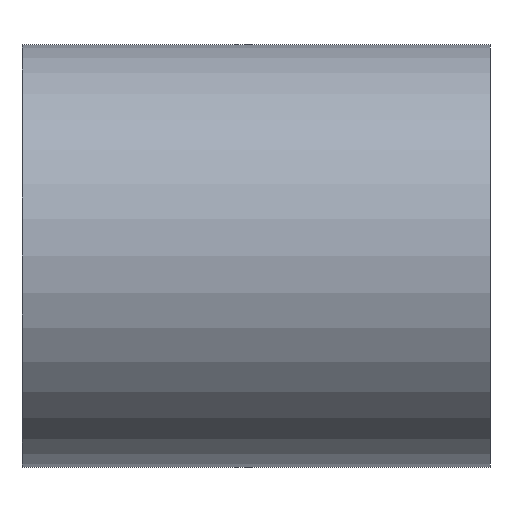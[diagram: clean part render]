
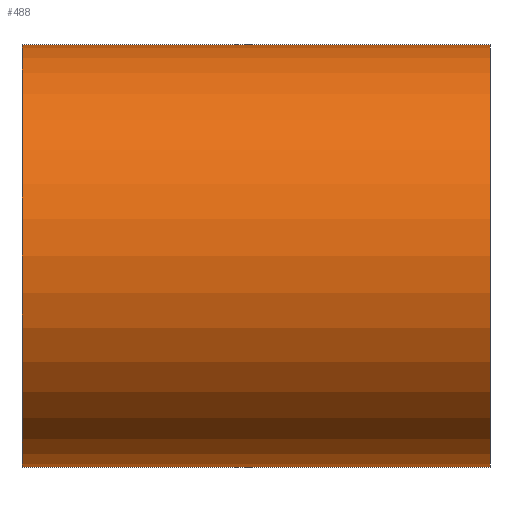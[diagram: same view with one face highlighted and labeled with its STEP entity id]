
A CAD part, left-side view. The second image highlights one B-rep face of the part: STEP entity #488.
In plain terms, the highlighted cylindrical face has radius 25.4 mm (diameter 50.8 mm), a partial arc.
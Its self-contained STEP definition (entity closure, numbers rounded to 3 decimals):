
#3 = AXIS2_PLACEMENT_3D ( 'NONE', #242, #574, #293 ) ;
#7 = ORIENTED_EDGE ( 'NONE', *, *, #107, .T. ) ;
#28 = DIRECTION ( 'NONE',  ( 0., 1., 0. ) ) ;
#33 = EDGE_CURVE ( 'NONE', #187, #113, #246, .T. ) ;
#58 = VECTOR ( 'NONE', #173, 1000. ) ;
#64 = DIRECTION ( 'NONE',  ( 0., 1., 0. ) ) ;
#107 = EDGE_CURVE ( 'NONE', #181, #623, #572, .T. ) ;
#110 = DIRECTION ( 'NONE',  ( 0., 0., 1. ) ) ;
#113 = VERTEX_POINT ( 'NONE', #505 ) ;
#134 = ORIENTED_EDGE ( 'NONE', *, *, #289, .F. ) ;
#136 = ORIENTED_EDGE ( 'NONE', *, *, #179, .T. ) ;
#157 = CARTESIAN_POINT ( 'NONE',  ( 0., 161.376, 0. ) ) ;
#166 = AXIS2_PLACEMENT_3D ( 'NONE', #171, #232, #567 ) ;
#171 = CARTESIAN_POINT ( 'NONE',  ( 0., 0., 0. ) ) ;
#173 = DIRECTION ( 'NONE',  ( 0., 1., 0. ) ) ;
#179 = EDGE_CURVE ( 'NONE', #187, #181, #568, .T. ) ;
#181 = VERTEX_POINT ( 'NONE', #411 ) ;
#187 = VERTEX_POINT ( 'NONE', #511 ) ;
#193 = CYLINDRICAL_SURFACE ( 'NONE', #374, 25.4 ) ;
#232 = DIRECTION ( 'NONE',  ( 0., 1., 0. ) ) ;
#238 = EDGE_LOOP ( 'NONE', ( #512, #136, #7, #134 ) ) ;
#242 = CARTESIAN_POINT ( 'NONE',  ( 0., 56.3, 0. ) ) ;
#246 = LINE ( 'NONE', #552, #360 ) ;
#289 = EDGE_CURVE ( 'NONE', #113, #623, #515, .T. ) ;
#293 = DIRECTION ( 'NONE',  ( 0., 0., 1. ) ) ;
#360 = VECTOR ( 'NONE', #64, 1000. ) ;
#374 = AXIS2_PLACEMENT_3D ( 'NONE', #157, #28, #110 ) ;
#411 = CARTESIAN_POINT ( 'NONE',  ( 0., 0., 25.4 ) ) ;
#418 = CARTESIAN_POINT ( 'NONE',  ( 0., 161.376, 25.4 ) ) ;
#423 = FACE_OUTER_BOUND ( 'NONE', #238, .T. ) ;
#488 = ADVANCED_FACE ( 'NONE', ( #423 ), #193, .T. ) ;
#505 = CARTESIAN_POINT ( 'NONE',  ( 0., 56.3, -25.4 ) ) ;
#510 = CARTESIAN_POINT ( 'NONE',  ( 0., 56.3, 25.4 ) ) ;
#511 = CARTESIAN_POINT ( 'NONE',  ( 0., 0., -25.4 ) ) ;
#512 = ORIENTED_EDGE ( 'NONE', *, *, #33, .F. ) ;
#515 = CIRCLE ( 'NONE', #3, 25.4 ) ;
#552 = CARTESIAN_POINT ( 'NONE',  ( 0., 161.376, -25.4 ) ) ;
#567 = DIRECTION ( 'NONE',  ( 0., 0., 1. ) ) ;
#568 = CIRCLE ( 'NONE', #166, 25.4 ) ;
#572 = LINE ( 'NONE', #418, #58 ) ;
#574 = DIRECTION ( 'NONE',  ( 0., 1., 0. ) ) ;
#623 = VERTEX_POINT ( 'NONE', #510 ) ;
